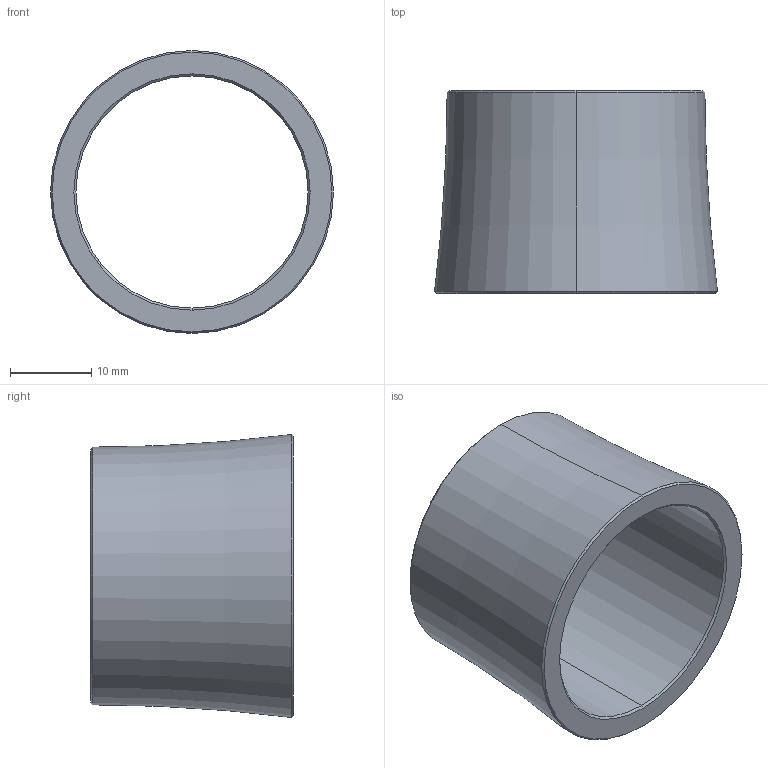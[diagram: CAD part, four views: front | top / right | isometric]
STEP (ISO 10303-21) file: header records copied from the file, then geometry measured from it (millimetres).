
FILE_DESCRIPTION (( 'STEP AP214' ), '1' );
FILE_NAME ('SP4019.STEP', '2025-04-23T16:03:58', ( '' ), ( '' ), 'SwSTEP 2.0', 'SolidWorks 2023', '' );
FILE_SCHEMA (( 'AUTOMOTIVE_DESIGN' ));
Length unit declared in the file: inch
Products named in the file (1): SP4019
Bounding box: 34.86 x 24.99 x 34.86 mm (x, y, z)
Volume: 5075.7 mm3; surface area: 5234.2 mm2
Topology: 1 solids, 1 shells, 14 faces, 28 edges, 16 vertices
Faces by surface type: cone 8, cylinder 2, torus 2, plane 2
Entity records: 397 total; most frequent: DIRECTION 76, CARTESIAN_POINT 59, ORIENTED_EDGE 56, AXIS2_PLACEMENT_3D 33, EDGE_CURVE 28, CIRCLE 18, EDGE_LOOP 16, VERTEX_POINT 16
